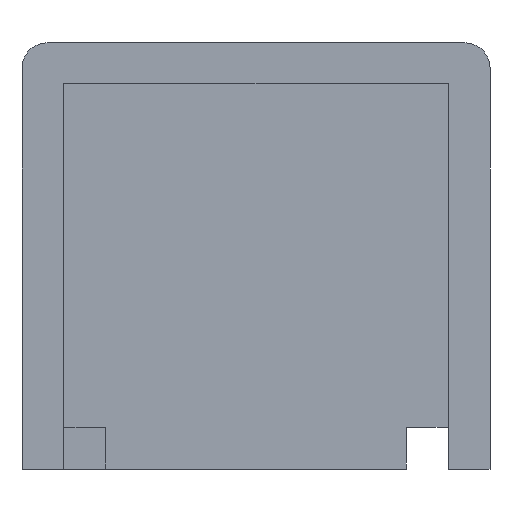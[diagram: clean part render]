
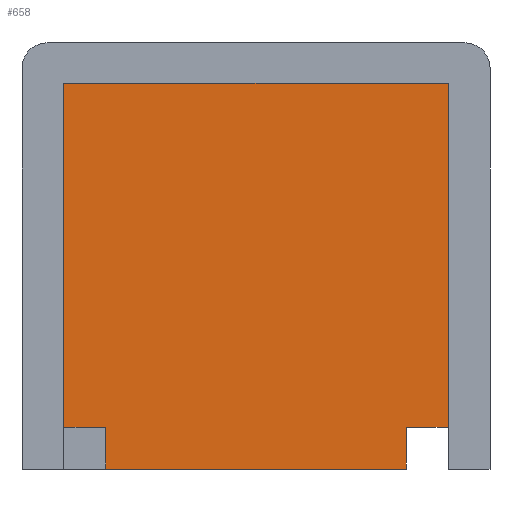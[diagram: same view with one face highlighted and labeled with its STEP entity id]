
A CAD part, front view. The second image highlights one B-rep face of the part: STEP entity #658.
In plain terms, the highlighted planar face has unit normal (0, -1, 0).
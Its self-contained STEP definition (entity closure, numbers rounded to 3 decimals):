
#1 = ORIENTED_EDGE ( 'NONE', *, *, #677, .T. ) ;
#41 = LINE ( 'NONE', #136, #553 ) ;
#50 = EDGE_CURVE ( 'NONE', #467, #727, #41, .T. ) ;
#70 = LINE ( 'NONE', #644, #813 ) ;
#78 = VECTOR ( 'NONE', #496, 1000. ) ;
#85 = EDGE_CURVE ( 'NONE', #790, #173, #119, .T. ) ;
#90 = CARTESIAN_POINT ( 'NONE',  ( 51., -1.6, -2.3 ) ) ;
#119 = LINE ( 'NONE', #259, #862 ) ;
#136 = CARTESIAN_POINT ( 'NONE',  ( 5., -1.6, -51. ) ) ;
#173 = VERTEX_POINT ( 'NONE', #571 ) ;
#176 = DIRECTION ( 'NONE',  ( 0., 0., -1. ) ) ;
#184 = EDGE_CURVE ( 'NONE', #1004, #261, #646, .T. ) ;
#195 = AXIS2_PLACEMENT_3D ( 'NONE', #289, #933, #547 ) ;
#229 = EDGE_CURVE ( 'NONE', #523, #367, #70, .T. ) ;
#242 = CARTESIAN_POINT ( 'NONE',  ( 46., -1.6, -107.036 ) ) ;
#259 = CARTESIAN_POINT ( 'NONE',  ( 51., -1.6, -7. ) ) ;
#261 = VERTEX_POINT ( 'NONE', #950 ) ;
#283 = CARTESIAN_POINT ( 'NONE',  ( 46., -1.6, -46. ) ) ;
#289 = CARTESIAN_POINT ( 'NONE',  ( 0., -1.6, -107.036 ) ) ;
#294 = ORIENTED_EDGE ( 'NONE', *, *, #777, .F. ) ;
#317 = CARTESIAN_POINT ( 'NONE',  ( 0., -1.6, -51. ) ) ;
#319 = ORIENTED_EDGE ( 'NONE', *, *, #494, .F. ) ;
#350 = VECTOR ( 'NONE', #469, 1000. ) ;
#352 = CARTESIAN_POINT ( 'NONE',  ( 5., -1.6, -46. ) ) ;
#367 = VERTEX_POINT ( 'NONE', #372 ) ;
#372 = CARTESIAN_POINT ( 'NONE',  ( 10., -1.6, -46. ) ) ;
#437 = ORIENTED_EDGE ( 'NONE', *, *, #184, .F. ) ;
#467 = VERTEX_POINT ( 'NONE', #352 ) ;
#469 = DIRECTION ( 'NONE',  ( 1., 0., 0. ) ) ;
#494 = EDGE_CURVE ( 'NONE', #173, #1004, #690, .T. ) ;
#496 = DIRECTION ( 'NONE',  ( -1., 0., 0. ) ) ;
#508 = ORIENTED_EDGE ( 'NONE', *, *, #50, .F. ) ;
#523 = VERTEX_POINT ( 'NONE', #990 ) ;
#547 = DIRECTION ( 'NONE',  ( 0., 0., -1. ) ) ;
#553 = VECTOR ( 'NONE', #698, 1000. ) ;
#567 = EDGE_LOOP ( 'NONE', ( #437, #319, #654, #294, #508, #1, #586, #741 ) ) ;
#571 = CARTESIAN_POINT ( 'NONE',  ( 51., -1.6, -46. ) ) ;
#578 = LINE ( 'NONE', #808, #751 ) ;
#586 = ORIENTED_EDGE ( 'NONE', *, *, #229, .F. ) ;
#635 = DIRECTION ( 'NONE',  ( 1., 0., 0. ) ) ;
#644 = CARTESIAN_POINT ( 'NONE',  ( 10., -1.6, -107.036 ) ) ;
#646 = LINE ( 'NONE', #242, #647 ) ;
#647 = VECTOR ( 'NONE', #176, 1000. ) ;
#651 = CARTESIAN_POINT ( 'NONE',  ( 5., -1.6, -2.3 ) ) ;
#654 = ORIENTED_EDGE ( 'NONE', *, *, #85, .F. ) ;
#658 = ADVANCED_FACE ( 'NONE', ( #936 ), #863, .T. ) ;
#677 = EDGE_CURVE ( 'NONE', #467, #367, #868, .T. ) ;
#690 = LINE ( 'NONE', #1003, #928 ) ;
#698 = DIRECTION ( 'NONE',  ( 0., 0., 1. ) ) ;
#718 = EDGE_CURVE ( 'NONE', #261, #523, #739, .T. ) ;
#727 = VERTEX_POINT ( 'NONE', #651 ) ;
#739 = LINE ( 'NONE', #317, #78 ) ;
#741 = ORIENTED_EDGE ( 'NONE', *, *, #718, .F. ) ;
#751 = VECTOR ( 'NONE', #635, 1000. ) ;
#777 = EDGE_CURVE ( 'NONE', #727, #790, #578, .T. ) ;
#790 = VERTEX_POINT ( 'NONE', #90 ) ;
#808 = CARTESIAN_POINT ( 'NONE',  ( 0., -1.6, -2.3 ) ) ;
#813 = VECTOR ( 'NONE', #955, 1000. ) ;
#819 = DIRECTION ( 'NONE',  ( 0., 0., -1. ) ) ;
#862 = VECTOR ( 'NONE', #819, 1000. ) ;
#863 = PLANE ( 'NONE',  #195 ) ;
#868 = LINE ( 'NONE', #1023, #350 ) ;
#928 = VECTOR ( 'NONE', #1017, 1000. ) ;
#933 = DIRECTION ( 'NONE',  ( 0., -1., 0. ) ) ;
#936 = FACE_OUTER_BOUND ( 'NONE', #567, .T. ) ;
#950 = CARTESIAN_POINT ( 'NONE',  ( 46., -1.6, -51. ) ) ;
#955 = DIRECTION ( 'NONE',  ( 0., 0., 1. ) ) ;
#990 = CARTESIAN_POINT ( 'NONE',  ( 10., -1.6, -51. ) ) ;
#1003 = CARTESIAN_POINT ( 'NONE',  ( 0., -1.6, -46. ) ) ;
#1004 = VERTEX_POINT ( 'NONE', #283 ) ;
#1017 = DIRECTION ( 'NONE',  ( -1., 0., 0. ) ) ;
#1023 = CARTESIAN_POINT ( 'NONE',  ( 0., -1.6, -46. ) ) ;
